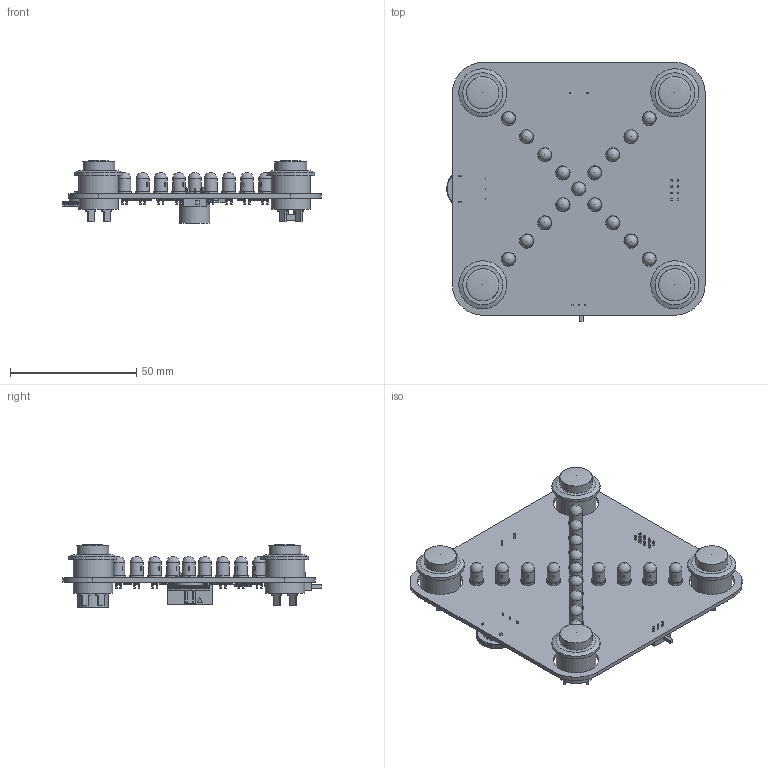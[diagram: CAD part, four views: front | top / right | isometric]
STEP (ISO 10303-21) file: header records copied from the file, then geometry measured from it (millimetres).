
FILE_DESCRIPTION(('Open CASCADE Model'),'2;1');
FILE_NAME('Open CASCADE Shape Model','2021-03-18T11:08:27',('Author'),( 'Open CASCADE'),'Open CASCADE STEP processor 6.8','Open CASCADE 6.8' ,'Unknown');
FILE_SCHEMA(('AUTOMOTIVE_DESIGN { 1 0 10303 214 1 1 1 1 }'));
Length unit declared in the file: millimetre
Products named in the file (200): PCB; Board; Open CASCADE STEP translator 6.8 1.1.1; C4; 5116609456; Terminal; Open_CASCADE_STEP_translator_6.8_2.1.1; Open_CASCADE_STEP_translator_6.8_2.1.2; Mid_Body; Open_CASCADE_STEP_translator_6.8_2.2.1; R24; 6141778720; Open_CASCADE_STEP_translator_6.8_5.2.1; Mark; Q5; 6141772640; Body; Open_CASCADE_STEP_translator_6.8_6.1.1; Leader; C9; 6141779120; C8; C7; C6; R23; 6141778560; R22; 6141777360; R2; 6141777600; R1; R14; R21; 5116615776; R20; 6141772400; C5; 6141778320; VOLUME; B103_volume_potentiometer ...
Assembly tree (300 placements, depth 5):
  PCB
    Board
      Open CASCADE STEP translator 6.8 1.1.1
    C4
      5116609456
        Terminal
          Open_CASCADE_STEP_translator_6.8_2.1.1
          Open_CASCADE_STEP_translator_6.8_2.1.2
        Mid_Body
          Open_CASCADE_STEP_translator_6.8_2.2.1
    R24
      6141778720
        Mid_Body
        Terminal  x2
          Open_CASCADE_STEP_translator_6.8_5.2.1
        Mark
    Q5
      6141772640
        Body
          Open_CASCADE_STEP_translator_6.8_6.1.1
        Leader  x3
    C9
      6141779120
        Terminal
          Open_CASCADE_STEP_translator_6.8_2.1.1
          Open_CASCADE_STEP_translator_6.8_2.1.2
        Mid_Body
          Open_CASCADE_STEP_translator_6.8_2.2.1
    C8
      6141779120
        Terminal
          Open_CASCADE_STEP_translator_6.8_2.1.1
          Open_CASCADE_STEP_translator_6.8_2.1.2
        Mid_Body
          Open_CASCADE_STEP_translator_6.8_2.2.1
    C7
      6141779120
        Terminal
          Open_CASCADE_STEP_translator_6.8_2.1.1
          Open_CASCADE_STEP_translator_6.8_2.1.2
        Mid_Body
          Open_CASCADE_STEP_translator_6.8_2.2.1
    C6
      6141779120
        Terminal
          Open_CASCADE_STEP_translator_6.8_2.1.1
          Open_CASCADE_STEP_translator_6.8_2.1.2
        Mid_Body
          Open_CASCADE_STEP_translator_6.8_2.2.1
    R23
      6141778560
        Mid_Body
        Terminal  x2
          Open_CASCADE_STEP_translator_6.8_5.2.1
        Mark
    R22
      6141777360
        Mid_Body
        Terminal  x2
          Open_CASCADE_STEP_translator_6.8_5.2.1
Bounding box: 102.22 x 102.48 x 24.77 mm (x, y, z)
Volume: 34090.7 mm3; surface area: 32822.2 mm2
Topology: 256 solids, 261 shells, 4253 faces, 9724 edges, 5780 vertices
Faces by surface type: plane 2886, cylinder 999, sphere 203, bspline 138, torus 23, cone 4
Full cylindrical faces by diameter (mm): 0.6 x2, 0.875 x1, 1 x6, 1.8 x3, 2.9 x2, 3 x1, 5.1 x17, 11 x1, 12 x1, 12.75 x4, 15.75 x4, 18 x4, 19 x4
Entity records: 63924 total; most frequent: CARTESIAN_POINT 13541, DIRECTION 9086, ORIENTED_EDGE 8465, EDGE_CURVE 4235, AXIS2_PLACEMENT_3D 3136, LINE 2814, VECTOR 2814, VERTEX_POINT 2628
